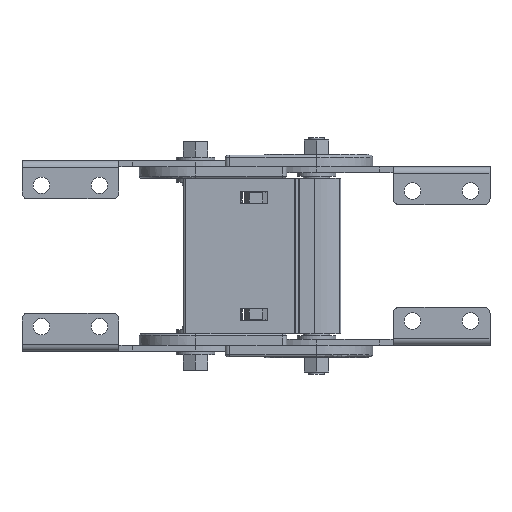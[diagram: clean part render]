
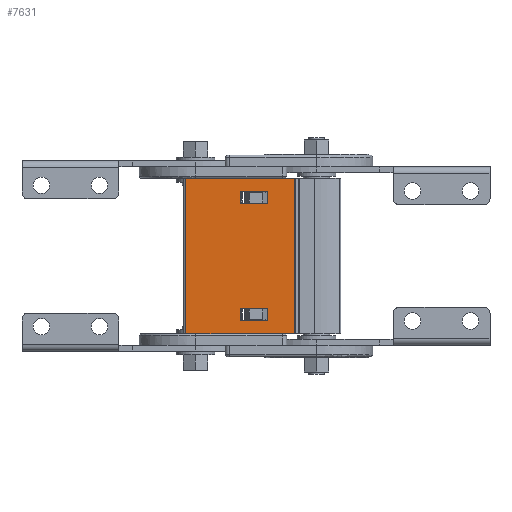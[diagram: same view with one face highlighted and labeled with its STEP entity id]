
A CAD part, front view. The second image highlights one B-rep face of the part: STEP entity #7631.
In plain terms, the highlighted planar face has unit normal (0, -1, -0.009).
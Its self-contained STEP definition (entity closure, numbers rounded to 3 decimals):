
#22 = FACE_BOUND ( 'NONE', #32347, .T. ) ;
#207 = VECTOR ( 'NONE', #40420, 1000. ) ;
#763 = VECTOR ( 'NONE', #28552, 1000. ) ;
#1566 = EDGE_CURVE ( 'NONE', #13923, #19676, #33586, .T. ) ;
#1883 = LINE ( 'NONE', #31975, #763 ) ;
#2122 = VERTEX_POINT ( 'NONE', #27022 ) ;
#2524 = CARTESIAN_POINT ( 'NONE',  ( -77.82, 143.418, 47.84 ) ) ;
#2607 = LINE ( 'NONE', #37299, #33529 ) ;
#2779 = CARTESIAN_POINT ( 'NONE',  ( -63.82, 142.891, 108.157 ) ) ;
#4066 = DIRECTION ( 'NONE',  ( 0., 1., 0.009 ) ) ;
#4828 = ORIENTED_EDGE ( 'NONE', *, *, #18284, .F. ) ;
#4901 = EDGE_CURVE ( 'NONE', #17670, #33153, #13515, .T. ) ;
#6716 = CARTESIAN_POINT ( 'NONE',  ( -77.82, 143.473, 41.541 ) ) ;
#7631 = ADVANCED_FACE ( 'NONE', ( #28184, #22, #36482 ), #28599, .F. ) ;
#7718 = ORIENTED_EDGE ( 'NONE', *, *, #10580, .F. ) ;
#7774 = LINE ( 'NONE', #45754, #22672 ) ;
#7884 = ORIENTED_EDGE ( 'NONE', *, *, #33762, .T. ) ;
#9040 = EDGE_LOOP ( 'NONE', ( #13553, #11820, #4828, #7884 ) ) ;
#9637 = LINE ( 'NONE', #33293, #207 ) ;
#10030 = VERTEX_POINT ( 'NONE', #21426 ) ;
#10051 = LINE ( 'NONE', #36694, #24385 ) ;
#10580 = EDGE_CURVE ( 'NONE', #30010, #42218, #1883, .T. ) ;
#10648 = CARTESIAN_POINT ( 'NONE',  ( -105.8, 143.531, 34.791 ) ) ;
#10841 = EDGE_CURVE ( 'NONE', #16264, #33153, #9637, .T. ) ;
#11820 = ORIENTED_EDGE ( 'NONE', *, *, #4901, .F. ) ;
#11941 = CARTESIAN_POINT ( 'NONE',  ( -77.82, 142.946, 101.858 ) ) ;
#12738 = ORIENTED_EDGE ( 'NONE', *, *, #1566, .T. ) ;
#13282 = EDGE_CURVE ( 'NONE', #28110, #30010, #10051, .T. ) ;
#13417 = CARTESIAN_POINT ( 'NONE',  ( -77.82, 143.418, 47.84 ) ) ;
#13515 = LINE ( 'NONE', #16322, #41685 ) ;
#13553 = ORIENTED_EDGE ( 'NONE', *, *, #10841, .T. ) ;
#13923 = VERTEX_POINT ( 'NONE', #33468 ) ;
#15232 = EDGE_CURVE ( 'NONE', #19676, #24831, #15986, .T. ) ;
#15986 = LINE ( 'NONE', #34139, #34710 ) ;
#16264 = VERTEX_POINT ( 'NONE', #31772 ) ;
#16322 = CARTESIAN_POINT ( 'NONE',  ( -80.82, 143.531, 34.791 ) ) ;
#16920 = DIRECTION ( 'NONE',  ( -1., 0., 0. ) ) ;
#17670 = VERTEX_POINT ( 'NONE', #42639 ) ;
#17950 = VECTOR ( 'NONE', #35109, 1000. ) ;
#18284 = EDGE_CURVE ( 'NONE', #10030, #17670, #2607, .T. ) ;
#19676 = VERTEX_POINT ( 'NONE', #11941 ) ;
#19737 = VECTOR ( 'NONE', #33876, 1000. ) ;
#19947 = VECTOR ( 'NONE', #23242, 1000. ) ;
#20501 = ORIENTED_EDGE ( 'NONE', *, *, #41049, .T. ) ;
#20575 = CARTESIAN_POINT ( 'NONE',  ( -63.82, 143.418, 47.84 ) ) ;
#21426 = CARTESIAN_POINT ( 'NONE',  ( -49.6, 142.832, 114.907 ) ) ;
#22672 = VECTOR ( 'NONE', #28296, 1000. ) ;
#23242 = DIRECTION ( 'NONE',  ( 1., 0., 0. ) ) ;
#23261 = DIRECTION ( 'NONE',  ( 1., 0., 0. ) ) ;
#24139 = VERTEX_POINT ( 'NONE', #2779 ) ;
#24385 = VECTOR ( 'NONE', #23261, 1000. ) ;
#24831 = VERTEX_POINT ( 'NONE', #39015 ) ;
#24849 = AXIS2_PLACEMENT_3D ( 'NONE', #31879, #4066, #42529 ) ;
#26475 = DIRECTION ( 'NONE',  ( 0., 0.009, -1. ) ) ;
#27022 = CARTESIAN_POINT ( 'NONE',  ( -77.82, 143.418, 47.84 ) ) ;
#28110 = VERTEX_POINT ( 'NONE', #6716 ) ;
#28184 = FACE_OUTER_BOUND ( 'NONE', #9040, .T. ) ;
#28296 = DIRECTION ( 'NONE',  ( 0., 0.009, -1. ) ) ;
#28552 = DIRECTION ( 'NONE',  ( 0., -0.009, 1. ) ) ;
#28599 = PLANE ( 'NONE',  #24849 ) ;
#29069 = LINE ( 'NONE', #2524, #19737 ) ;
#30010 = VERTEX_POINT ( 'NONE', #42846 ) ;
#31772 = CARTESIAN_POINT ( 'NONE',  ( -105.8, 142.832, 114.907 ) ) ;
#31879 = CARTESIAN_POINT ( 'NONE',  ( -80.82, 142.833, 114.787 ) ) ;
#31975 = CARTESIAN_POINT ( 'NONE',  ( -63.82, 143.418, 47.84 ) ) ;
#32347 = EDGE_LOOP ( 'NONE', ( #12738, #38075, #20501, #36771 ) ) ;
#32348 = EDGE_CURVE ( 'NONE', #2122, #28110, #29069, .T. ) ;
#33153 = VERTEX_POINT ( 'NONE', #10648 ) ;
#33293 = CARTESIAN_POINT ( 'NONE',  ( -105.8, 142.121, 196.403 ) ) ;
#33437 = ORIENTED_EDGE ( 'NONE', *, *, #32348, .F. ) ;
#33468 = CARTESIAN_POINT ( 'NONE',  ( -63.82, 142.946, 101.858 ) ) ;
#33529 = VECTOR ( 'NONE', #26475, 1000. ) ;
#33586 = LINE ( 'NONE', #35506, #40218 ) ;
#33762 = EDGE_CURVE ( 'NONE', #10030, #16264, #35579, .T. ) ;
#33876 = DIRECTION ( 'NONE',  ( 0., 0.009, -1. ) ) ;
#34139 = CARTESIAN_POINT ( 'NONE',  ( -77.82, 142.946, 101.858 ) ) ;
#34710 = VECTOR ( 'NONE', #41121, 1000. ) ;
#34824 = LINE ( 'NONE', #41336, #19947 ) ;
#34826 = DIRECTION ( 'NONE',  ( -1., 0., 0. ) ) ;
#35109 = DIRECTION ( 'NONE',  ( -1., 0., 0. ) ) ;
#35506 = CARTESIAN_POINT ( 'NONE',  ( -77.82, 142.946, 101.858 ) ) ;
#35579 = LINE ( 'NONE', #39286, #17950 ) ;
#36452 = EDGE_LOOP ( 'NONE', ( #44373, #7718, #45807, #33437 ) ) ;
#36482 = FACE_BOUND ( 'NONE', #36452, .T. ) ;
#36694 = CARTESIAN_POINT ( 'NONE',  ( -77.82, 143.473, 41.541 ) ) ;
#36771 = ORIENTED_EDGE ( 'NONE', *, *, #41263, .T. ) ;
#37299 = CARTESIAN_POINT ( 'NONE',  ( -49.6, 142.121, 196.403 ) ) ;
#38049 = EDGE_CURVE ( 'NONE', #42218, #2122, #38086, .T. ) ;
#38075 = ORIENTED_EDGE ( 'NONE', *, *, #15232, .T. ) ;
#38086 = LINE ( 'NONE', #13417, #45816 ) ;
#39015 = CARTESIAN_POINT ( 'NONE',  ( -77.82, 142.891, 108.157 ) ) ;
#39286 = CARTESIAN_POINT ( 'NONE',  ( -80.82, 142.832, 114.907 ) ) ;
#40218 = VECTOR ( 'NONE', #42775, 1000. ) ;
#40420 = DIRECTION ( 'NONE',  ( 0., 0.009, -1. ) ) ;
#41049 = EDGE_CURVE ( 'NONE', #24831, #24139, #34824, .T. ) ;
#41121 = DIRECTION ( 'NONE',  ( 0., -0.009, 1. ) ) ;
#41263 = EDGE_CURVE ( 'NONE', #24139, #13923, #7774, .T. ) ;
#41336 = CARTESIAN_POINT ( 'NONE',  ( -77.82, 142.891, 108.157 ) ) ;
#41685 = VECTOR ( 'NONE', #16920, 1000. ) ;
#42218 = VERTEX_POINT ( 'NONE', #20575 ) ;
#42529 = DIRECTION ( 'NONE',  ( 0., 0.009, -1. ) ) ;
#42639 = CARTESIAN_POINT ( 'NONE',  ( -49.6, 143.531, 34.791 ) ) ;
#42775 = DIRECTION ( 'NONE',  ( -1., 0., 0. ) ) ;
#42846 = CARTESIAN_POINT ( 'NONE',  ( -63.82, 143.473, 41.541 ) ) ;
#44373 = ORIENTED_EDGE ( 'NONE', *, *, #38049, .F. ) ;
#45754 = CARTESIAN_POINT ( 'NONE',  ( -63.82, 142.946, 101.858 ) ) ;
#45807 = ORIENTED_EDGE ( 'NONE', *, *, #13282, .F. ) ;
#45816 = VECTOR ( 'NONE', #34826, 1000. ) ;
